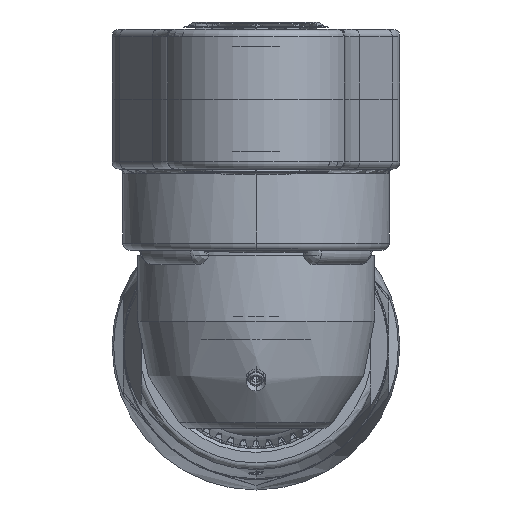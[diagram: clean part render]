
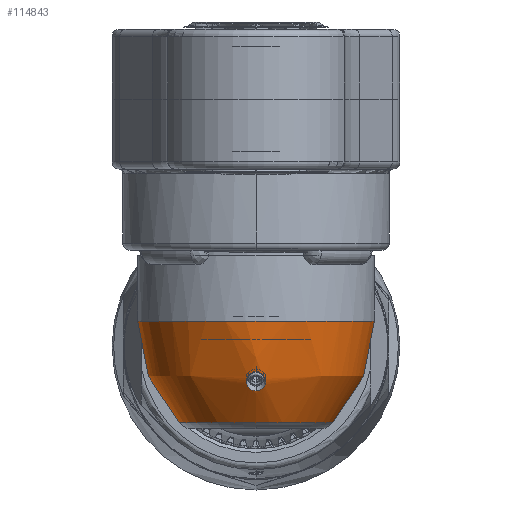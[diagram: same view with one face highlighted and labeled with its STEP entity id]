
A CAD part, left-side view. The second image highlights one B-rep face of the part: STEP entity #114843.
In plain terms, the highlighted free-form (B-spline) face has degree [3, 3] with [7, 4] control points.
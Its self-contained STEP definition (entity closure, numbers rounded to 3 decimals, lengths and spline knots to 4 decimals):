
#101845=CARTESIAN_POINT('',(-9.9295,0.,-0.6633));
#101846=DIRECTION('',(0.,0.,-1.));
#101847=DIRECTION('',(0.646,-0.764,0.));
#101848=AXIS2_PLACEMENT_3D('',#101845,#101846,#101847);
#101850=CARTESIAN_POINT('',(-10.8039,0.,-0.3878));
#101851=CARTESIAN_POINT('',(-10.8039,0.0086,
-0.3878));
#101852=CARTESIAN_POINT('',(-10.805,0.0259,
-0.3853));
#101853=CARTESIAN_POINT('',(-10.8099,0.0494,
-0.3743));
#101854=CARTESIAN_POINT('',(-10.8176,0.0682,
-0.3574));
#101855=CARTESIAN_POINT('',(-10.8277,0.0812,
-0.3354));
#101856=CARTESIAN_POINT('',(-10.8393,0.0864,
-0.3103));
#101857=CARTESIAN_POINT('',(-10.8513,0.083,
-0.2847));
#101858=CARTESIAN_POINT('',(-10.8623,0.071,
-0.2614));
#101859=CARTESIAN_POINT('',(-10.871,0.0522,
-0.2431));
#101860=CARTESIAN_POINT('',(-10.8769,0.0269,
-0.2307));
#101861=CARTESIAN_POINT('',(-10.8781,0.0089,
-0.2282));
#101862=CARTESIAN_POINT('',(-10.8781,0.,-0.2282));
#101864=CARTESIAN_POINT('',(-10.8781,0.,-0.2282));
#101865=CARTESIAN_POINT('',(-10.8781,-0.0085,
-0.2282));
#101866=CARTESIAN_POINT('',(-10.877,-0.0258,
-0.2305));
#101867=CARTESIAN_POINT('',(-10.8716,-0.0503,
-0.2419));
#101868=CARTESIAN_POINT('',(-10.8632,-0.0693,
-0.2594));
#101869=CARTESIAN_POINT('',(-10.8532,-0.0814,
-0.2808));
#101870=CARTESIAN_POINT('',(-10.8425,-0.0859,
-0.3035));
#101871=CARTESIAN_POINT('',(-10.8332,-0.0841,
-0.3236));
#101872=CARTESIAN_POINT('',(-10.8251,-0.078,
-0.341));
#101873=CARTESIAN_POINT('',(-10.8182,-0.0684,
-0.3562));
#101874=CARTESIAN_POINT('',(-10.8121,-0.0551,
-0.3695));
#101875=CARTESIAN_POINT('',(-10.8074,-0.0385,
-0.3799));
#101876=CARTESIAN_POINT('',(-10.8045,-0.0195,
-0.3864));
#101877=CARTESIAN_POINT('',(-10.8039,-0.0065,
-0.3878));
#101878=CARTESIAN_POINT('',(-10.8039,0.,-0.3878));
#101885=CARTESIAN_POINT('',(-9.9295,0.,0.218));
#101886=DIRECTION('',(0.,0.,-1.));
#101887=DIRECTION('',(0.566,-0.825,0.));
#101888=AXIS2_PLACEMENT_3D('',#101885,#101886,#101887);
#101918=CARTESIAN_POINT('',(-9.4985,0.5097,
-0.6632));
#101919=CARTESIAN_POINT('',(-9.4971,0.5397,
-0.6394));
#101920=CARTESIAN_POINT('',(-9.4935,0.5992,
-0.5859));
#101921=CARTESIAN_POINT('',(-9.4833,0.6837,
-0.4868));
#101922=CARTESIAN_POINT('',(-9.4667,0.759,
-0.3669));
#101923=CARTESIAN_POINT('',(-9.4435,0.8169,
-0.2318));
#101924=CARTESIAN_POINT('',(-9.4145,0.8537,
-0.0853));
#101925=CARTESIAN_POINT('',(-9.3815,0.8663,
0.0662));
#101926=CARTESIAN_POINT('',(-9.358,0.8583,
0.1676));
#101927=CARTESIAN_POINT('',(-9.3461,0.8501,
0.218));
#102025=CARTESIAN_POINT('',(-9.3461,-0.8501,
0.218));
#102026=CARTESIAN_POINT('',(-9.358,-0.8583,
0.1676));
#102027=CARTESIAN_POINT('',(-9.3815,-0.8663,
0.0664));
#102028=CARTESIAN_POINT('',(-9.4146,-0.8536,
-0.0858));
#102029=CARTESIAN_POINT('',(-9.4435,-0.8169,
-0.2318));
#102030=CARTESIAN_POINT('',(-9.4667,-0.759,
-0.3668));
#102031=CARTESIAN_POINT('',(-9.4833,-0.6836,
-0.487));
#102032=CARTESIAN_POINT('',(-9.4935,-0.599,
-0.5861));
#102033=CARTESIAN_POINT('',(-9.4972,-0.5396,
-0.6394));
#102034=CARTESIAN_POINT('',(-9.4985,-0.5097,
-0.6632));
#110749=VERTEX_POINT('',#101918);
#110750=VERTEX_POINT('',#101927);
#110753=VERTEX_POINT('',#102025);
#110754=VERTEX_POINT('',#102034);
#112378=VERTEX_POINT('',#101850);
#112379=VERTEX_POINT('',#101862);
#114799=CARTESIAN_POINT('',(-9.1952,-0.7235,
0.2376));
#114800=CARTESIAN_POINT('',(-9.1913,-0.7273,
-0.1112));
#114801=CARTESIAN_POINT('',(-9.286,-0.634,
-0.4336));
#114802=CARTESIAN_POINT('',(-9.4639,-0.4587,
-0.677));
#114803=CARTESIAN_POINT('',(-9.9566,-1.4962,
0.2376));
#114804=CARTESIAN_POINT('',(-9.9567,-1.5041,
-0.1112));
#114805=CARTESIAN_POINT('',(-9.9532,-1.3111,
-0.4336));
#114806=CARTESIAN_POINT('',(-9.9466,-0.9487,
-0.677));
#114807=CARTESIAN_POINT('',(-10.9603,-1.0848,
0.2376));
#114808=CARTESIAN_POINT('',(-10.9658,-1.0905,
-0.1112));
#114809=CARTESIAN_POINT('',(-10.8328,-0.9506,
-0.4336));
#114810=CARTESIAN_POINT('',(-10.5831,-0.6878,
-0.677));
#114811=CARTESIAN_POINT('',(-10.9603,0.,0.2376));
#114812=CARTESIAN_POINT('',(-10.9658,0.,-0.1112));
#114813=CARTESIAN_POINT('',(-10.8328,0.,-0.4336));
#114814=CARTESIAN_POINT('',(-10.5831,0.,-0.677));
#114815=CARTESIAN_POINT('',(-10.9603,1.0848,
0.2376));
#114816=CARTESIAN_POINT('',(-10.9658,1.0905,
-0.1112));
#114817=CARTESIAN_POINT('',(-10.8328,0.9506,
-0.4336));
#114818=CARTESIAN_POINT('',(-10.5831,0.6878,
-0.677));
#114819=CARTESIAN_POINT('',(-9.9566,1.4962,
0.2376));
#114820=CARTESIAN_POINT('',(-9.9567,1.5041,
-0.1112));
#114821=CARTESIAN_POINT('',(-9.9532,1.3111,
-0.4336));
#114822=CARTESIAN_POINT('',(-9.9466,0.9487,
-0.677));
#114823=CARTESIAN_POINT('',(-9.1952,0.7235,
0.2376));
#114824=CARTESIAN_POINT('',(-9.1913,0.7273,
-0.1112));
#114825=CARTESIAN_POINT('',(-9.286,0.634,
-0.4336));
#114826=CARTESIAN_POINT('',(-9.4639,0.4587,
-0.677));
#114827=(BOUNDED_SURFACE()B_SPLINE_SURFACE(3,3,((#114799,#114800,#114801,
#114802),(#114803,#114804,#114805,#114806),(#114807,#114808,#114809,#114810),(
#114811,#114812,#114813,#114814),(#114815,#114816,#114817,#114818),(#114819,
#114820,#114821,#114822),(#114823,#114824,#114825,#114826)),.UNSPECIFIED.,.F.,
.F.,.F.)B_SPLINE_SURFACE_WITH_KNOTS((4,3,4),(4,4),(0.,1.,2.),(0.,1.),
.UNSPECIFIED.)GEOMETRIC_REPRESENTATION_ITEM()RATIONAL_B_SPLINE_SURFACE(((
1.512,1.429,1.429,1.512),(
0.886,0.838,0.838,0.886),(
0.886,0.838,0.838,0.886),(
1.512,1.429,1.429,1.512),(
0.886,0.838,0.838,0.886),(
0.886,0.838,0.838,0.886),(
1.512,1.429,1.429,1.512)))REPRESENTATION_ITEM('')SURFACE());
#114829=ORIENTED_EDGE('',*,*,#114828,.F.);
#114831=ORIENTED_EDGE('',*,*,#114830,.T.);
#114832=ORIENTED_EDGE('',*,*,#114792,.T.);
#114834=ORIENTED_EDGE('',*,*,#114833,.T.);
#114835=EDGE_LOOP('',(#114829,#114831,#114832,#114834));
#114836=FACE_OUTER_BOUND('',#114835,.F.);
#114838=ORIENTED_EDGE('',*,*,#114837,.F.);
#114840=ORIENTED_EDGE('',*,*,#114839,.F.);
#114841=EDGE_LOOP('',(#114838,#114840));
#114842=FACE_BOUND('',#114841,.F.);
#114843=ADVANCED_FACE('',(#114836,#114842),#114827,.T.);
#101849=CIRCLE('',#101848,0.6675);
#101863=B_SPLINE_CURVE_WITH_KNOTS('',3,(#101850,#101851,#101852,#101853,#101854,
#101855,#101856,#101857,#101858,#101859,#101860,#101861,#101862),.UNSPECIFIED.,
.F.,.F.,(4,1,1,1,1,1,1,1,1,1,4),(0.,0.1,0.2,0.3,0.4,0.5,0.6,0.7,
0.8,0.9,1.),.UNSPECIFIED.);
#101879=B_SPLINE_CURVE_WITH_KNOTS('',3,(#101864,#101865,#101866,#101867,#101868,
#101869,#101870,#101871,#101872,#101873,#101874,#101875,#101876,#101877,
#101878),.UNSPECIFIED.,.F.,.F.,(4,1,1,1,1,1,1,1,1,1,1,1,4),(0.,
0.0833,0.1667,0.25,0.3333,0.4167,
0.5,0.5833,0.6667,0.75,0.8333,
0.9167,1.),.UNSPECIFIED.);
#101889=CIRCLE('',#101888,1.031);
#101928=B_SPLINE_CURVE_WITH_KNOTS('',3,(#101918,#101919,#101920,#101921,#101922,
#101923,#101924,#101925,#101926,#101927),.UNSPECIFIED.,.F.,.F.,(4,1,1,1,1,1,1,
4),(0.,0.1429,0.2857,0.4286,
0.5714,0.7143,0.8571,1.),.UNSPECIFIED.);
#102035=B_SPLINE_CURVE_WITH_KNOTS('',3,(#102025,#102026,#102027,#102028,#102029,
#102030,#102031,#102032,#102033,#102034),.UNSPECIFIED.,.F.,.F.,(4,1,1,1,1,1,1,
4),(0.,0.1429,0.2857,0.4286,
0.5714,0.7143,0.8571,1.),.UNSPECIFIED.);
#114792=EDGE_CURVE('',#110754,#110749,#101849,.T.);
#114828=EDGE_CURVE('',#110753,#110750,#101889,.T.);
#114830=EDGE_CURVE('',#110753,#110754,#102035,.T.);
#114833=EDGE_CURVE('',#110749,#110750,#101928,.T.);
#114837=EDGE_CURVE('',#112378,#112379,#101863,.T.);
#114839=EDGE_CURVE('',#112379,#112378,#101879,.T.);
